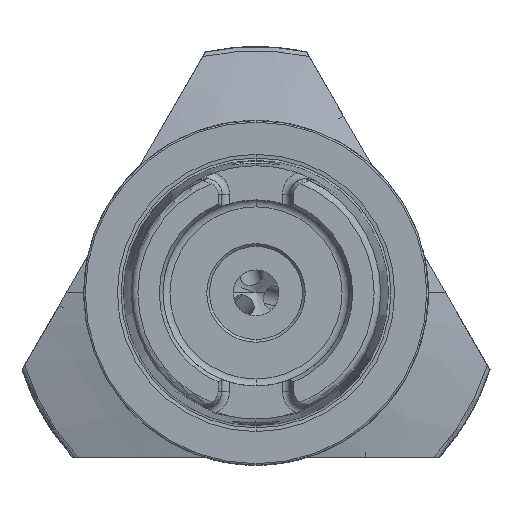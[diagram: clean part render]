
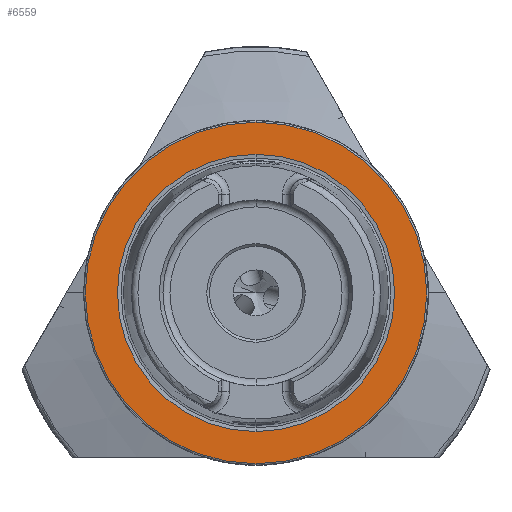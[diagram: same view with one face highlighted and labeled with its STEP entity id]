
A CAD part, left-side view. The second image highlights one B-rep face of the part: STEP entity #6559.
In plain terms, the highlighted planar face has unit normal (-1, 0, 0).
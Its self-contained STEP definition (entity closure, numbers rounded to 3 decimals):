
#37 = CARTESIAN_POINT ( 'NONE',  ( 0., 0., -25.324 ) ) ;
#88 = DIRECTION ( 'NONE',  ( -1., 0., 0. ) ) ;
#655 = ORIENTED_EDGE ( 'NONE', *, *, #9540, .F. ) ;
#752 = CIRCLE ( 'NONE', #4755, 31.2 ) ;
#1107 = ORIENTED_EDGE ( 'NONE', *, *, #10074, .T. ) ;
#1719 = EDGE_CURVE ( 'NONE', #12074, #7305, #3743, .T. ) ;
#2219 = DIRECTION ( 'NONE',  ( 0., 0., -1. ) ) ;
#2775 = CARTESIAN_POINT ( 'NONE',  ( 0., 0., 0. ) ) ;
#2819 = FACE_OUTER_BOUND ( 'NONE', #8833, .T. ) ;
#2870 = EDGE_LOOP ( 'NONE', ( #655, #11760 ) ) ;
#2914 = CARTESIAN_POINT ( 'NONE',  ( 0., 0., 0. ) ) ;
#3169 = CARTESIAN_POINT ( 'NONE',  ( 0., 0., 25.324 ) ) ;
#3171 = VERTEX_POINT ( 'NONE', #3169 ) ;
#3743 = CIRCLE ( 'NONE', #4469, 31.2 ) ;
#4101 = PLANE ( 'NONE',  #12380 ) ;
#4469 = AXIS2_PLACEMENT_3D ( 'NONE', #6620, #4759, #7584 ) ;
#4755 = AXIS2_PLACEMENT_3D ( 'NONE', #2775, #11325, #7585 ) ;
#4759 = DIRECTION ( 'NONE',  ( -1., 0., 0. ) ) ;
#4780 = FACE_BOUND ( 'NONE', #2870, .T. ) ;
#5037 = CARTESIAN_POINT ( 'NONE',  ( 0., 31.2, 0. ) ) ;
#5080 = CARTESIAN_POINT ( 'NONE',  ( 0., 0., 0. ) ) ;
#5175 = AXIS2_PLACEMENT_3D ( 'NONE', #2914, #11418, #9582 ) ;
#6324 = CARTESIAN_POINT ( 'NONE',  ( 0., 0., 31.2 ) ) ;
#6472 = VERTEX_POINT ( 'NONE', #37 ) ;
#6531 = AXIS2_PLACEMENT_3D ( 'NONE', #5080, #88, #9815 ) ;
#6559 = ADVANCED_FACE ( 'NONE', ( #4780, #2819 ), #4101, .F. ) ;
#6620 = CARTESIAN_POINT ( 'NONE',  ( 0., 0., 0. ) ) ;
#7305 = VERTEX_POINT ( 'NONE', #6324 ) ;
#7584 = DIRECTION ( 'NONE',  ( 0., 0., 1. ) ) ;
#7585 = DIRECTION ( 'NONE',  ( 0., 0., 1. ) ) ;
#7605 = CARTESIAN_POINT ( 'NONE',  ( 0., 0., -31.2 ) ) ;
#7835 = CIRCLE ( 'NONE', #5175, 25.324 ) ;
#7909 = ORIENTED_EDGE ( 'NONE', *, *, #1719, .T. ) ;
#7914 = DIRECTION ( 'NONE',  ( 1., 0., 0. ) ) ;
#8833 = EDGE_LOOP ( 'NONE', ( #1107, #7909 ) ) ;
#9034 = CIRCLE ( 'NONE', #6531, 25.324 ) ;
#9202 = EDGE_CURVE ( 'NONE', #6472, #3171, #9034, .T. ) ;
#9540 = EDGE_CURVE ( 'NONE', #3171, #6472, #7835, .T. ) ;
#9582 = DIRECTION ( 'NONE',  ( 0., 0., 1. ) ) ;
#9815 = DIRECTION ( 'NONE',  ( 0., 0., 1. ) ) ;
#10074 = EDGE_CURVE ( 'NONE', #7305, #12074, #752, .T. ) ;
#11325 = DIRECTION ( 'NONE',  ( -1., 0., 0. ) ) ;
#11418 = DIRECTION ( 'NONE',  ( -1., 0., 0. ) ) ;
#11760 = ORIENTED_EDGE ( 'NONE', *, *, #9202, .F. ) ;
#12074 = VERTEX_POINT ( 'NONE', #7605 ) ;
#12380 = AXIS2_PLACEMENT_3D ( 'NONE', #5037, #7914, #2219 ) ;
